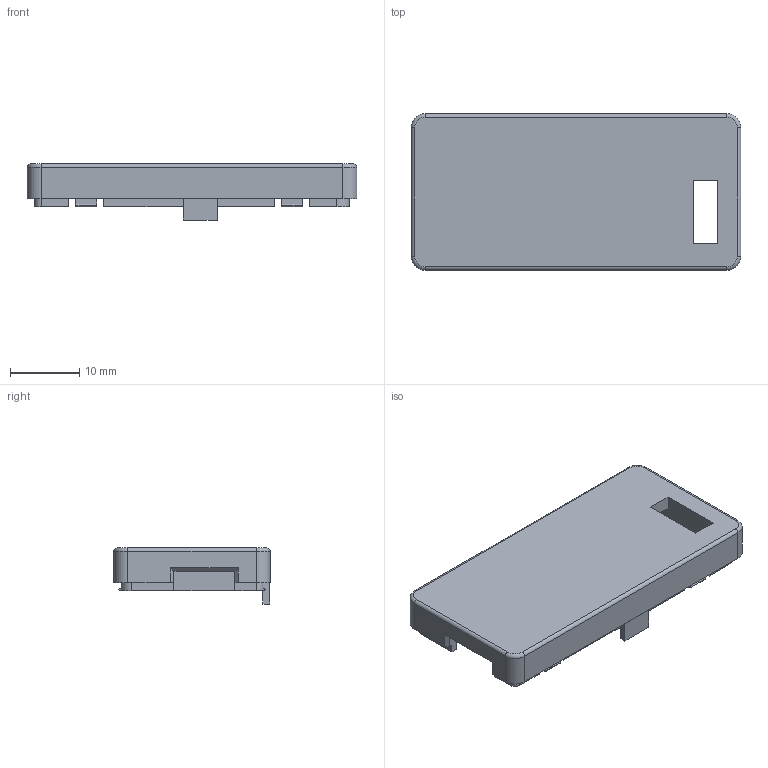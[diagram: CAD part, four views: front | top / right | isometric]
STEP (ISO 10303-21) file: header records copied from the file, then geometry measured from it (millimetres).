
FILE_DESCRIPTION(('FreeCAD Model'),'2;1');
FILE_NAME('Open CASCADE Shape Model','2025-01-29T22:39:20',(''),(''), 'Open CASCADE STEP processor 7.8','FreeCAD','Unknown');
FILE_SCHEMA(('AUTOMOTIVE_DESIGN { 1 0 10303 214 1 1 1 1 }'));
Length unit declared in the file: millimetre
Products named in the file (1): Body
Bounding box: 47.6 x 22.6 x 8.1 mm (x, y, z)
Volume: 2899.6 mm3; surface area: 3373.9 mm2
Topology: 1 solids, 1 shells, 106 faces, 300 edges, 196 vertices
Faces by surface type: plane 78, cylinder 24, torus 4
Entity records: 3428 total; most frequent: CARTESIAN_POINT 603, ORIENTED_EDGE 600, DIRECTION 566, EDGE_CURVE 300, LINE 248, VECTOR 248, VERTEX_POINT 196, AXIS2_PLACEMENT_3D 159
